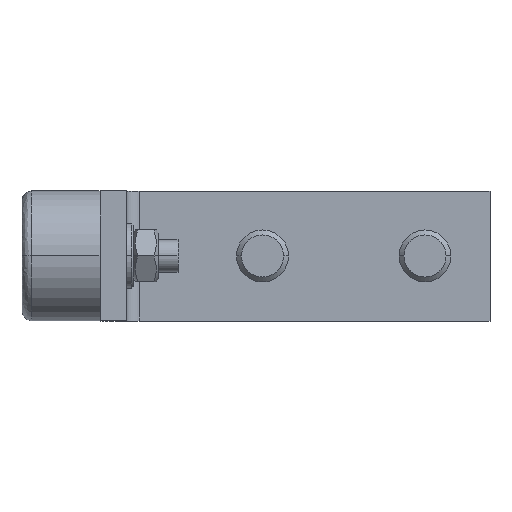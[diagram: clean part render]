
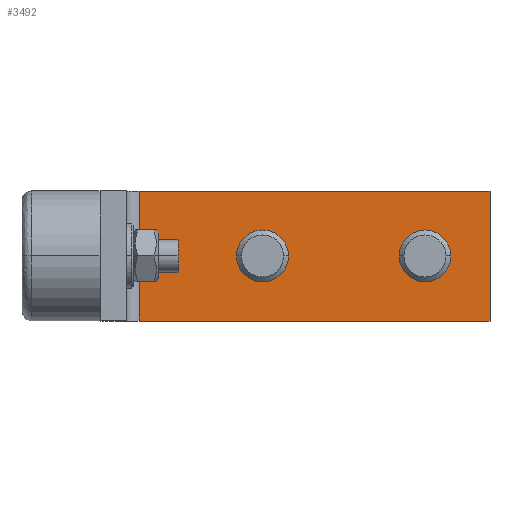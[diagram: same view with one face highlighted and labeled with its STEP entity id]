
A CAD part, top view. The second image highlights one B-rep face of the part: STEP entity #3492.
In plain terms, the highlighted planar face has unit normal (0, 0, 1).
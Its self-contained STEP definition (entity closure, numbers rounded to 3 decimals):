
#17 = DIRECTION ( 'NONE',  ( 0., -1., 0. ) ) ;
#49 = PLANE ( 'NONE',  #1932 ) ;
#147 = CARTESIAN_POINT ( 'NONE',  ( -10., 0., 4. ) ) ;
#241 = CIRCLE ( 'NONE', #6641, 3.2 ) ;
#315 = VECTOR ( 'NONE', #4966, 1000. ) ;
#355 = DIRECTION ( 'NONE',  ( 1., 0., 0. ) ) ;
#385 = CARTESIAN_POINT ( 'NONE',  ( 0., -10., 4. ) ) ;
#550 = CARTESIAN_POINT ( 'NONE',  ( -54., -10., 4. ) ) ;
#859 = CARTESIAN_POINT ( 'NONE',  ( -10., 0., 4. ) ) ;
#893 = VERTEX_POINT ( 'NONE', #5141 ) ;
#994 = FACE_BOUND ( 'NONE', #6567, .T. ) ;
#1023 = ORIENTED_EDGE ( 'NONE', *, *, #1850, .F. ) ;
#1027 = FACE_OUTER_BOUND ( 'NONE', #4003, .T. ) ;
#1048 = DIRECTION ( 'NONE',  ( 0., 0., -1. ) ) ;
#1126 = VERTEX_POINT ( 'NONE', #5695 ) ;
#1297 = VERTEX_POINT ( 'NONE', #550 ) ;
#1371 = LINE ( 'NONE', #6503, #315 ) ;
#1385 = VERTEX_POINT ( 'NONE', #3862 ) ;
#1779 = CARTESIAN_POINT ( 'NONE',  ( 0., -10., 4. ) ) ;
#1850 = EDGE_CURVE ( 'NONE', #3803, #1297, #3725, .T. ) ;
#1911 = ORIENTED_EDGE ( 'NONE', *, *, #5991, .T. ) ;
#1932 = AXIS2_PLACEMENT_3D ( 'NONE', #4187, #6230, #5185 ) ;
#1934 = CIRCLE ( 'NONE', #6283, 3.2 ) ;
#1947 = ORIENTED_EDGE ( 'NONE', *, *, #3863, .T. ) ;
#2038 = CARTESIAN_POINT ( 'NONE',  ( 0., 10., 4. ) ) ;
#2352 = DIRECTION ( 'NONE',  ( 0., 0., -1. ) ) ;
#2408 = ORIENTED_EDGE ( 'NONE', *, *, #3816, .T. ) ;
#2414 = EDGE_LOOP ( 'NONE', ( #6732, #1911 ) ) ;
#2460 = CARTESIAN_POINT ( 'NONE',  ( -35., 0., 4. ) ) ;
#2567 = VERTEX_POINT ( 'NONE', #5173 ) ;
#2589 = CIRCLE ( 'NONE', #4666, 3.2 ) ;
#2684 = LINE ( 'NONE', #4766, #3361 ) ;
#2930 = DIRECTION ( 'NONE',  ( 0., 0., -1. ) ) ;
#3122 = DIRECTION ( 'NONE',  ( 1., 0., 0. ) ) ;
#3361 = VECTOR ( 'NONE', #4255, 1000. ) ;
#3437 = EDGE_CURVE ( 'NONE', #2567, #1297, #6261, .T. ) ;
#3492 = ADVANCED_FACE ( 'NONE', ( #1027, #6298, #994 ), #49, .T. ) ;
#3725 = LINE ( 'NONE', #1779, #4669 ) ;
#3781 = VERTEX_POINT ( 'NONE', #6004 ) ;
#3803 = VERTEX_POINT ( 'NONE', #385 ) ;
#3816 = EDGE_CURVE ( 'NONE', #4706, #2567, #1371, .T. ) ;
#3862 = CARTESIAN_POINT ( 'NONE',  ( -6.8, 0., 4. ) ) ;
#3863 = EDGE_CURVE ( 'NONE', #1385, #3781, #2589, .T. ) ;
#4003 = EDGE_LOOP ( 'NONE', ( #2408, #5147, #1023, #4318 ) ) ;
#4013 = EDGE_CURVE ( 'NONE', #4706, #3803, #2684, .T. ) ;
#4187 = CARTESIAN_POINT ( 'NONE',  ( 0., 10., 4. ) ) ;
#4255 = DIRECTION ( 'NONE',  ( 0., -1., 0. ) ) ;
#4318 = ORIENTED_EDGE ( 'NONE', *, *, #4013, .F. ) ;
#4462 = CIRCLE ( 'NONE', #4785, 3.2 ) ;
#4552 = DIRECTION ( 'NONE',  ( 0., 0., -1. ) ) ;
#4617 = EDGE_CURVE ( 'NONE', #1126, #893, #241, .T. ) ;
#4666 = AXIS2_PLACEMENT_3D ( 'NONE', #859, #2930, #355 ) ;
#4669 = VECTOR ( 'NONE', #5329, 1000. ) ;
#4706 = VERTEX_POINT ( 'NONE', #2038 ) ;
#4762 = ORIENTED_EDGE ( 'NONE', *, *, #6575, .T. ) ;
#4766 = CARTESIAN_POINT ( 'NONE',  ( 0., 10., 4. ) ) ;
#4785 = AXIS2_PLACEMENT_3D ( 'NONE', #147, #1048, #3122 ) ;
#4966 = DIRECTION ( 'NONE',  ( -1., 0., 0. ) ) ;
#4973 = CARTESIAN_POINT ( 'NONE',  ( -35., 0., 4. ) ) ;
#5141 = CARTESIAN_POINT ( 'NONE',  ( -38.2, 0., 4. ) ) ;
#5147 = ORIENTED_EDGE ( 'NONE', *, *, #3437, .T. ) ;
#5173 = CARTESIAN_POINT ( 'NONE',  ( -54., 10., 4. ) ) ;
#5185 = DIRECTION ( 'NONE',  ( 1., 0., 0. ) ) ;
#5329 = DIRECTION ( 'NONE',  ( -1., 0., 0. ) ) ;
#5695 = CARTESIAN_POINT ( 'NONE',  ( -31.8, 0., 4. ) ) ;
#5991 = EDGE_CURVE ( 'NONE', #893, #1126, #1934, .T. ) ;
#6004 = CARTESIAN_POINT ( 'NONE',  ( -13.2, 0., 4. ) ) ;
#6042 = DIRECTION ( 'NONE',  ( 1., 0., 0. ) ) ;
#6115 = DIRECTION ( 'NONE',  ( 1., 0., 0. ) ) ;
#6230 = DIRECTION ( 'NONE',  ( 0., 0., 1. ) ) ;
#6261 = LINE ( 'NONE', #6708, #6500 ) ;
#6283 = AXIS2_PLACEMENT_3D ( 'NONE', #2460, #4552, #6115 ) ;
#6298 = FACE_BOUND ( 'NONE', #2414, .T. ) ;
#6500 = VECTOR ( 'NONE', #17, 1000. ) ;
#6503 = CARTESIAN_POINT ( 'NONE',  ( 0., 10., 4. ) ) ;
#6567 = EDGE_LOOP ( 'NONE', ( #1947, #4762 ) ) ;
#6575 = EDGE_CURVE ( 'NONE', #3781, #1385, #4462, .T. ) ;
#6641 = AXIS2_PLACEMENT_3D ( 'NONE', #4973, #2352, #6042 ) ;
#6708 = CARTESIAN_POINT ( 'NONE',  ( -54., 10., 4. ) ) ;
#6732 = ORIENTED_EDGE ( 'NONE', *, *, #4617, .T. ) ;
